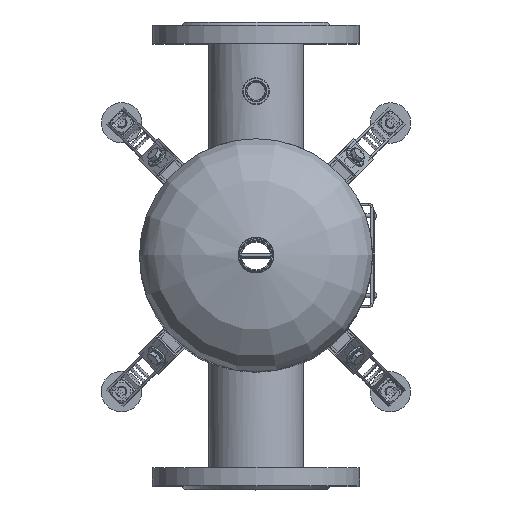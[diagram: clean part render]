
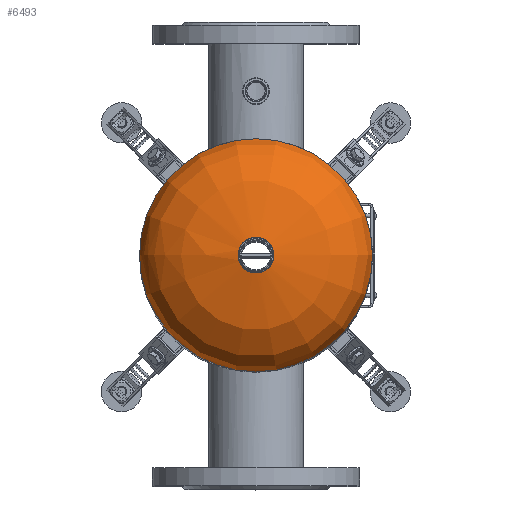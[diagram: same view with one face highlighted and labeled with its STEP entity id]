
A CAD part, top view. The second image highlights one B-rep face of the part: STEP entity #6493.
In plain terms, the highlighted face is a revolution surface.
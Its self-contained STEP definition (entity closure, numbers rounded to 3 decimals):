
#6493=ADVANCED_FACE('',(#28566,#28568),#28570,.F.);
#28566=FACE_BOUND('',#28567,.T.);
#28567=EDGE_LOOP('',(#67409,#67410));
#28568=FACE_OUTER_BOUND('',#28569,.T.);
#28569=EDGE_LOOP('',(#67411));
#28570=SURFACE_OF_REVOLUTION('',#28571,#28572);
#28571=(BOUNDED_CURVE()B_SPLINE_CURVE(3,
(#67412,#67413,#67414,#67415),
.UNSPECIFIED.,.F.,.F.)B_SPLINE_CURVE_WITH_KNOTS((4,4),
(0.,1.),
.UNSPECIFIED.)CURVE()GEOMETRIC_REPRESENTATION_ITEM()RATIONAL_B_SPLINE_CURVE((1.,
0.836,0.836,1.))REPRESENTATION_ITEM(''));
#28572=AXIS1_PLACEMENT('',#28573,#28574);
#28573=CARTESIAN_POINT('',(0.,0.,766.25));
#28574=DIRECTION('',(0.,0.,1.));
#67409=ORIENTED_EDGE('',*,*,#76785,.F.);
#67410=ORIENTED_EDGE('',*,*,#76784,.F.);
#67411=ORIENTED_EDGE('',*,*,#79415,.F.);
#67412=CARTESIAN_POINT('',(-15.,0.,820.484));
#67413=CARTESIAN_POINT('',(-71.82,0.,816.555));
#67414=CARTESIAN_POINT('',(-109.5,0.,794.93));
#67415=CARTESIAN_POINT('',(-109.5,0.,766.25));
#76784=EDGE_CURVE('',#84362,#84363,#84364,.T.);
#76785=EDGE_CURVE('',#84363,#84362,#84365,.T.);
#79415=EDGE_CURVE('',#88920,#88920,#88921,.T.);
#84362=VERTEX_POINT('',#100211);
#84363=VERTEX_POINT('',#100212);
#84364=CIRCLE('',#100213,109.5);
#84365=CIRCLE('',#100217,109.5);
#88920=VERTEX_POINT('',#111560);
#88921=CIRCLE('',#111561,15.);
#100211=CARTESIAN_POINT('',(109.5,0.,766.25));
#100212=CARTESIAN_POINT('',(-109.5,0.,766.25));
#100213=AXIS2_PLACEMENT_3D('',#100214,#100215,#100216);
#100214=CARTESIAN_POINT('',(0.,0.,766.25));
#100215=DIRECTION('',(-0.,0.,-1.));
#100216=DIRECTION('',(1.,0.,0.));
#100217=AXIS2_PLACEMENT_3D('',#100218,#100219,#100220);
#100218=CARTESIAN_POINT('',(0.,0.,766.25));
#100219=DIRECTION('',(-0.,0.,-1.));
#100220=DIRECTION('',(-1.,0.,0.));
#111560=CARTESIAN_POINT('',(-15.,0.,820.484));
#111561=AXIS2_PLACEMENT_3D('',#111562,#111563,#111564);
#111562=CARTESIAN_POINT('',(0.,0.,820.484));
#111563=DIRECTION('',(0.,0.,1.));
#111564=DIRECTION('',(-1.,0.,0.));
